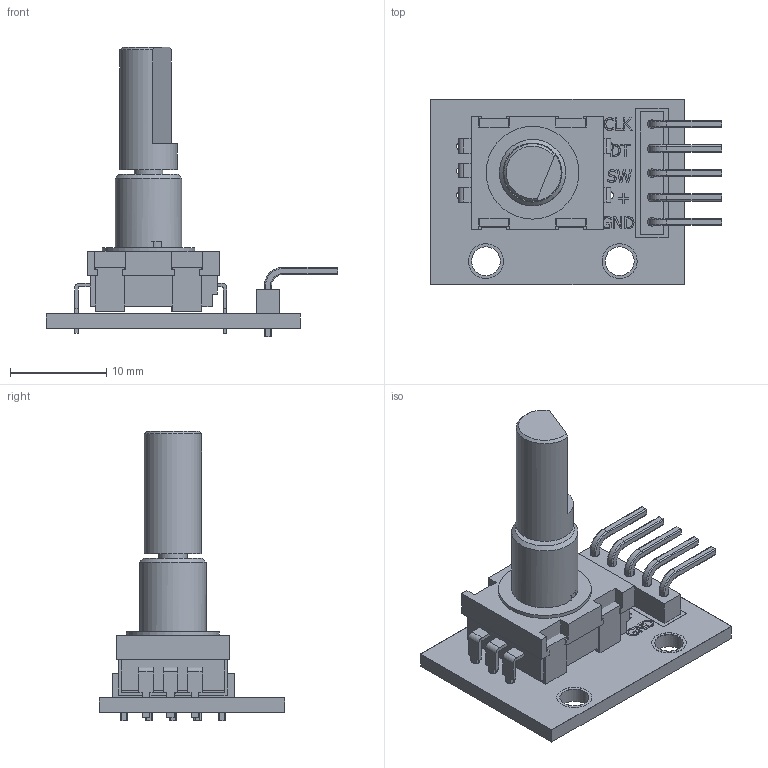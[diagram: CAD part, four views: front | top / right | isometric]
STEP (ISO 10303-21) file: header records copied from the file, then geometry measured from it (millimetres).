
FILE_DESCRIPTION(('FreeCAD Model'),'2;1');
FILE_NAME('Open CASCADE Shape Model','2024-03-07T13:18:47',('Author'),( ''),'Open CASCADE STEP processor 7.6','FreeCAD','Unknown');
FILE_SCHEMA(('AUTOMOTIVE_DESIGN { 1 0 10303 214 1 1 1 1 }'));
Length unit declared in the file: millimetre
Products named in the file (15): rotary encoder_chesr_2013; pcb; mtg flange; body_encoder; 5 pin header; 90d pin_header; decal_encoder; body_2; pins_encoder body_2; SOLID; pins_encoder body_003; shaft_encoder; pins_encoder body_004; pins_encoder body_005; pins_encoder body_006
Assembly tree (25 placements, depth 3):
  rotary encoder_chesr_2013
    pcb
    mtg flange
    body_encoder
    5 pin header
    90d pin_header  x5
    decal_encoder
    body_2  x4
    pins_encoder body_2
      SOLID
    pins_encoder body_003
      SOLID
    shaft_encoder
    pins_encoder body_004
      SOLID
    pins_encoder body_005
      SOLID
    pins_encoder body_006
      SOLID
Bounding box: 30.28 x 19.33 x 30.07 mm (x, y, z)
Volume: 2356.9 mm3; surface area: 4343.6 mm2
Topology: 20 solids, 20 shells, 504 faces, 1301 edges, 853 vertices
Faces by surface type: plane 322, cylinder 98, bspline 62, torus 20, cone 2
Full cylindrical faces by diameter (mm): 0.762 x10, 0.889 x15, 2.972 x1, 2.997 x1, 3 x4, 3.629 x1, 3.632 x1, 5.969 x1, 6.909 x1, 9.652 x1
Entity records: 12349 total; most frequent: CARTESIAN_POINT 2661, ORIENTED_EDGE 1754, DIRECTION 1420, EDGE_CURVE 877, LINE 596, VECTOR 596, VERTEX_POINT 581, AXIS2_PLACEMENT_3D 412
